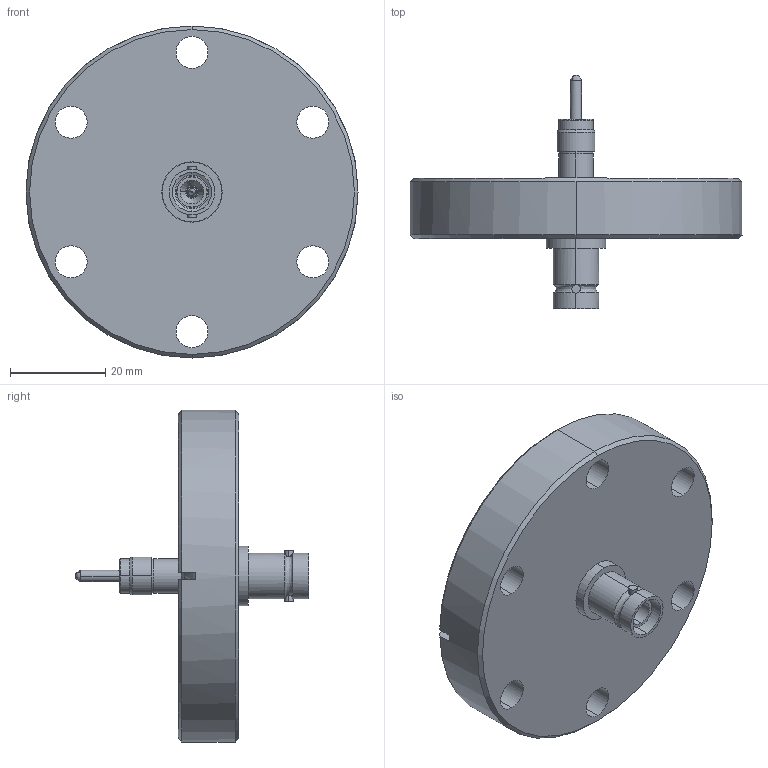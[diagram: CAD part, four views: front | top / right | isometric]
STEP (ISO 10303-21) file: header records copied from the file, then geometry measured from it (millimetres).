
FILE_DESCRIPTION (( 'STEP AP203' ), '1' );
FILE_NAME ('A0336-1-CF.STEP', '2011-11-04T15:55:57', ( '' ), ( '' ), 'SwSTEP 2.0', 'SolidWorks 2011', '' );
FILE_SCHEMA (( 'CONFIG_CONTROL_DESIGN' ));
Length unit declared in the file: inch
Products named in the file (1): A0336-1-CF
Bounding box: 69.85 x 49.15 x 69.85 mm (x, y, z)
Volume: 44285.3 mm3; surface area: 15482.1 mm2
Topology: 1 solids, 2 shells, 140 faces, 332 edges, 207 vertices
Faces by surface type: cylinder 73, cone 31, plane 28, bspline 8
Entity records: 4329 total; most frequent: CARTESIAN_POINT 930, DIRECTION 752, ORIENTED_EDGE 660, EDGE_CURVE 330, AXIS2_PLACEMENT_3D 317, VERTEX_POINT 207, CIRCLE 184, EDGE_LOOP 167
